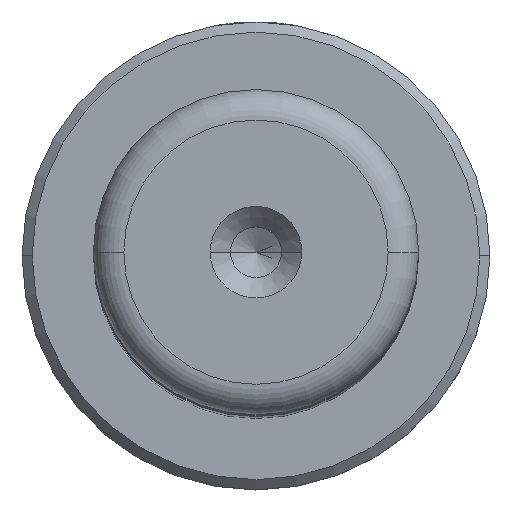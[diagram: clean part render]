
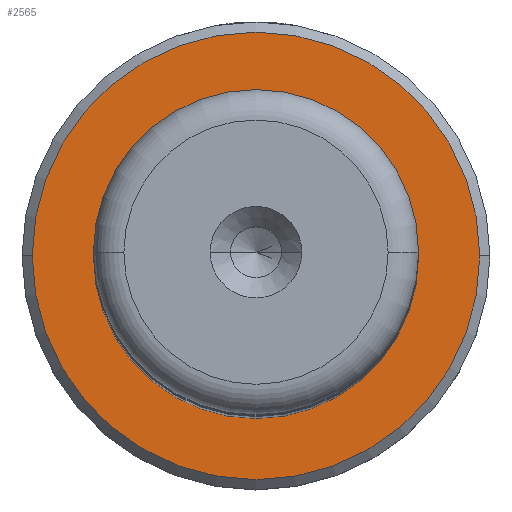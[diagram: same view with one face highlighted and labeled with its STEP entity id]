
A CAD part, top view. The second image highlights one B-rep face of the part: STEP entity #2565.
In plain terms, the highlighted planar face has unit normal (0, 0, 1).
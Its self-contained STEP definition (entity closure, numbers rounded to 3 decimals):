
#177 = VERTEX_POINT ( 'NONE', #2991 ) ;
#290 = CIRCLE ( 'NONE', #986, 11. ) ;
#361 = DIRECTION ( 'NONE',  ( 0., 0., -1. ) ) ;
#385 = EDGE_CURVE ( 'NONE', #177, #1632, #290, .T. ) ;
#386 = AXIS2_PLACEMENT_3D ( 'NONE', #2631, #1275, #2862 ) ;
#499 = ORIENTED_EDGE ( 'NONE', *, *, #1525, .T. ) ;
#624 = ORIENTED_EDGE ( 'NONE', *, *, #385, .T. ) ;
#663 = ORIENTED_EDGE ( 'NONE', *, *, #2107, .T. ) ;
#832 = VERTEX_POINT ( 'NONE', #1230 ) ;
#911 = CARTESIAN_POINT ( 'NONE',  ( 0., 0., 15. ) ) ;
#949 = CIRCLE ( 'NONE', #2867, 7.495 ) ;
#954 = CIRCLE ( 'NONE', #1839, 7.495 ) ;
#986 = AXIS2_PLACEMENT_3D ( 'NONE', #2455, #1090, #2686 ) ;
#1036 = AXIS2_PLACEMENT_3D ( 'NONE', #2377, #2832, #1482 ) ;
#1090 = DIRECTION ( 'NONE',  ( 0., 0., 1. ) ) ;
#1147 = DIRECTION ( 'NONE',  ( -1., 0., 0. ) ) ;
#1230 = CARTESIAN_POINT ( 'NONE',  ( 7.495, 0., 15. ) ) ;
#1244 = PLANE ( 'NONE',  #1036 ) ;
#1275 = DIRECTION ( 'NONE',  ( 0., 0., 1. ) ) ;
#1389 = CIRCLE ( 'NONE', #386, 11. ) ;
#1482 = DIRECTION ( 'NONE',  ( 1., 0., 0. ) ) ;
#1525 = EDGE_CURVE ( 'NONE', #1884, #832, #954, .T. ) ;
#1632 = VERTEX_POINT ( 'NONE', #1866 ) ;
#1760 = CARTESIAN_POINT ( 'NONE',  ( 0., 0., 15. ) ) ;
#1839 = AXIS2_PLACEMENT_3D ( 'NONE', #911, #2505, #1147 ) ;
#1866 = CARTESIAN_POINT ( 'NONE',  ( 11., 0., 15. ) ) ;
#1869 = EDGE_CURVE ( 'NONE', #1632, #177, #1389, .T. ) ;
#1884 = VERTEX_POINT ( 'NONE', #1970 ) ;
#1970 = CARTESIAN_POINT ( 'NONE',  ( -7.495, 0., 15. ) ) ;
#2001 = DIRECTION ( 'NONE',  ( -1., 0., 0. ) ) ;
#2107 = EDGE_CURVE ( 'NONE', #832, #1884, #949, .T. ) ;
#2377 = CARTESIAN_POINT ( 'NONE',  ( 0., 0., 15. ) ) ;
#2455 = CARTESIAN_POINT ( 'NONE',  ( 0., 0., 15. ) ) ;
#2505 = DIRECTION ( 'NONE',  ( 0., 0., -1. ) ) ;
#2515 = FACE_OUTER_BOUND ( 'NONE', #2678, .T. ) ;
#2565 = ADVANCED_FACE ( 'NONE', ( #2515, #2917 ), #1244, .T. ) ;
#2631 = CARTESIAN_POINT ( 'NONE',  ( 0., 0., 15. ) ) ;
#2678 = EDGE_LOOP ( 'NONE', ( #624, #2940 ) ) ;
#2686 = DIRECTION ( 'NONE',  ( 1., 0., 0. ) ) ;
#2832 = DIRECTION ( 'NONE',  ( 0., 0., 1. ) ) ;
#2862 = DIRECTION ( 'NONE',  ( 1., 0., 0. ) ) ;
#2867 = AXIS2_PLACEMENT_3D ( 'NONE', #1760, #361, #2001 ) ;
#2917 = FACE_BOUND ( 'NONE', #2937, .T. ) ;
#2937 = EDGE_LOOP ( 'NONE', ( #499, #663 ) ) ;
#2940 = ORIENTED_EDGE ( 'NONE', *, *, #1869, .T. ) ;
#2991 = CARTESIAN_POINT ( 'NONE',  ( -11., 0., 15. ) ) ;
